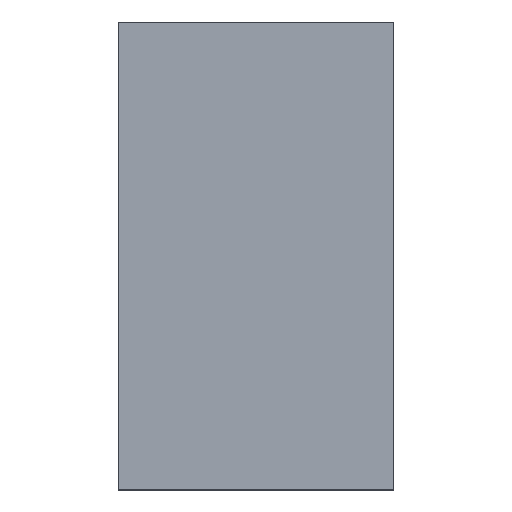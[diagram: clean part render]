
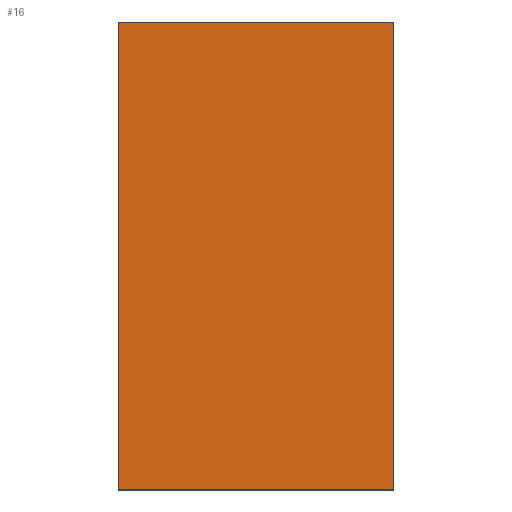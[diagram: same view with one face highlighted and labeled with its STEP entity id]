
A CAD part, top view. The second image highlights one B-rep face of the part: STEP entity #16.
In plain terms, the highlighted planar face has unit normal (0, 0, 1).
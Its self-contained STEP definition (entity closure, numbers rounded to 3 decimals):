
#16=ADVANCED_FACE('',(#27),#162,.T.);
#27=FACE_OUTER_BOUND('',#38,.T.);
#38=EDGE_LOOP('',(#53,#54,#55,#56));
#53=ORIENTED_EDGE('',*,*,#101,.T.);
#54=ORIENTED_EDGE('',*,*,#102,.T.);
#55=ORIENTED_EDGE('',*,*,#103,.T.);
#56=ORIENTED_EDGE('',*,*,#104,.T.);
#101=EDGE_CURVE('',#149,#150,#125,.T.);
#102=EDGE_CURVE('',#150,#151,#126,.T.);
#103=EDGE_CURVE('',#151,#152,#127,.T.);
#104=EDGE_CURVE('',#152,#149,#128,.T.);
#125=B_SPLINE_CURVE_WITH_KNOTS('',1,(#323,#324),.UNSPECIFIED.,.F.,.F.,(2,
2),(0.,44.2),.UNSPECIFIED.);
#126=B_SPLINE_CURVE_WITH_KNOTS('',1,(#325,#326),.UNSPECIFIED.,.F.,.F.,(2,
2),(0.,75.2),.UNSPECIFIED.);
#127=B_SPLINE_CURVE_WITH_KNOTS('',1,(#327,#328),.UNSPECIFIED.,.F.,.F.,(2,
2),(-44.2,0.),.UNSPECIFIED.);
#128=B_SPLINE_CURVE_WITH_KNOTS('',1,(#329,#330),.UNSPECIFIED.,.F.,.F.,(2,
2),(-75.2,0.),.UNSPECIFIED.);
#149=VERTEX_POINT('',#303);
#150=VERTEX_POINT('',#304);
#151=VERTEX_POINT('',#305);
#152=VERTEX_POINT('',#306);
#162=PLANE('',#261);
#261=AXIS2_PLACEMENT_3D('',#289,#275,$);
#275=DIRECTION('',(0.,0.,1.));
#289=CARTESIAN_POINT('',(-2.766,-4.584,37.));
#303=CARTESIAN_POINT('',(-2.766,-4.584,37.));
#304=CARTESIAN_POINT('',(43.795,-4.584,37.));
#305=CARTESIAN_POINT('',(43.795,74.634,37.));
#306=CARTESIAN_POINT('',(-2.766,74.634,37.));
#323=CARTESIAN_POINT('',(-2.766,-4.584,37.));
#324=CARTESIAN_POINT('',(43.795,-4.584,37.));
#325=CARTESIAN_POINT('',(43.795,-4.584,37.));
#326=CARTESIAN_POINT('',(43.795,74.634,37.));
#327=CARTESIAN_POINT('',(43.795,74.634,37.));
#328=CARTESIAN_POINT('',(-2.766,74.634,37.));
#329=CARTESIAN_POINT('',(-2.766,74.634,37.));
#330=CARTESIAN_POINT('',(-2.766,-4.584,37.));
